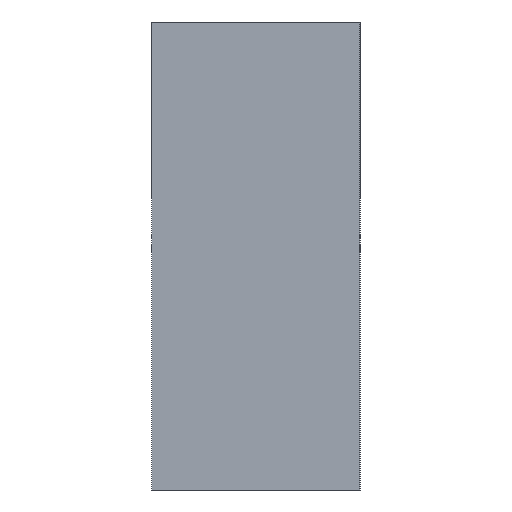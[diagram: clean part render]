
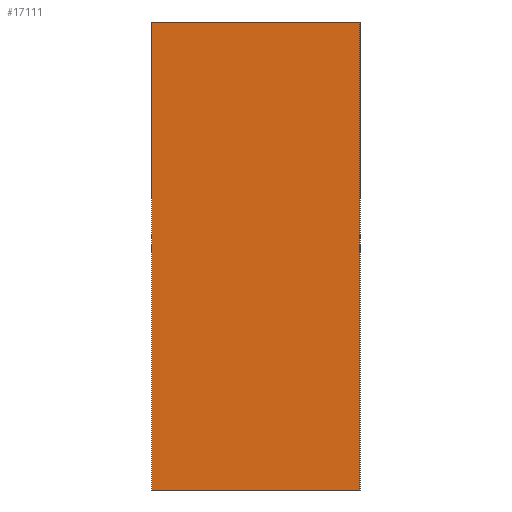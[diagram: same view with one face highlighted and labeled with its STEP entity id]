
A CAD part, left-side view. The second image highlights one B-rep face of the part: STEP entity #17111.
In plain terms, the highlighted planar face has unit normal (-1, 0, 0).
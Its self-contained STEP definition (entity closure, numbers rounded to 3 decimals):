
#1769=FACE_OUTER_BOUND('',#2777,.T.);
#2777=EDGE_LOOP('',(#13570,#13571,#13572,#13573));
#4205=LINE('',#26666,#5980);
#4274=LINE('',#26998,#6049);
#4279=LINE('',#27009,#6054);
#4283=LINE('',#27023,#6058);
#5980=VECTOR('',#20045,10.);
#6049=VECTOR('',#20272,10.);
#6054=VECTOR('',#20283,10.);
#6058=VECTOR('',#20301,10.);
#7627=VERTEX_POINT('',#26663);
#7628=VERTEX_POINT('',#26665);
#7691=VERTEX_POINT('',#26995);
#7692=VERTEX_POINT('',#26997);
#9645=EDGE_CURVE('',#7627,#7628,#4205,.T.);
#9754=EDGE_CURVE('',#7692,#7691,#4274,.T.);
#9760=EDGE_CURVE('',#7628,#7691,#4279,.T.);
#9767=EDGE_CURVE('',#7692,#7627,#4283,.T.);
#13570=ORIENTED_EDGE('',*,*,#9767,.F.);
#13571=ORIENTED_EDGE('',*,*,#9754,.T.);
#13572=ORIENTED_EDGE('',*,*,#9760,.F.);
#13573=ORIENTED_EDGE('',*,*,#9645,.F.);
#16414=PLANE('',#18015);
#17111=ADVANCED_FACE('',(#1769),#16414,.T.);
#18015=AXIS2_PLACEMENT_3D('',#27022,#20299,#20300);
#20045=DIRECTION('',(0.,0.,1.));
#20272=DIRECTION('',(0.,0.,1.));
#20283=DIRECTION('',(0.,-1.,0.));
#20299=DIRECTION('center_axis',(-1.,0.,0.));
#20300=DIRECTION('ref_axis',(0.,-1.,0.));
#20301=DIRECTION('',(0.,1.,0.));
#26663=CARTESIAN_POINT('',(-235.,10.,0.));
#26665=CARTESIAN_POINT('',(-235.,10.,45.));
#26666=CARTESIAN_POINT('',(-235.,10.,0.));
#26995=CARTESIAN_POINT('',(-235.,-10.,45.));
#26997=CARTESIAN_POINT('',(-235.,-10.,0.));
#26998=CARTESIAN_POINT('',(-235.,-10.,0.));
#27009=CARTESIAN_POINT('',(-235.,-10.,45.));
#27022=CARTESIAN_POINT('Origin',(-235.,10.,0.));
#27023=CARTESIAN_POINT('',(-235.,-10.,0.));
